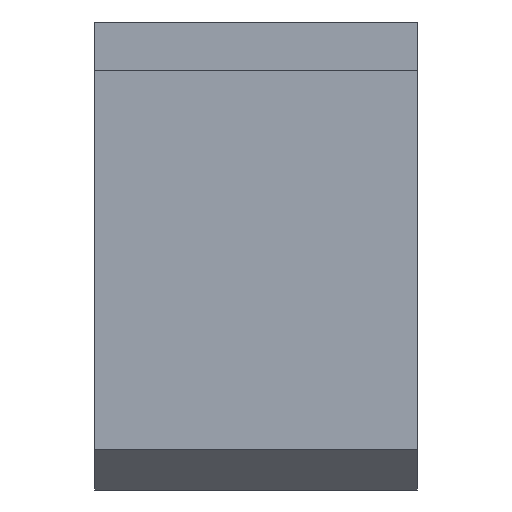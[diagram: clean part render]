
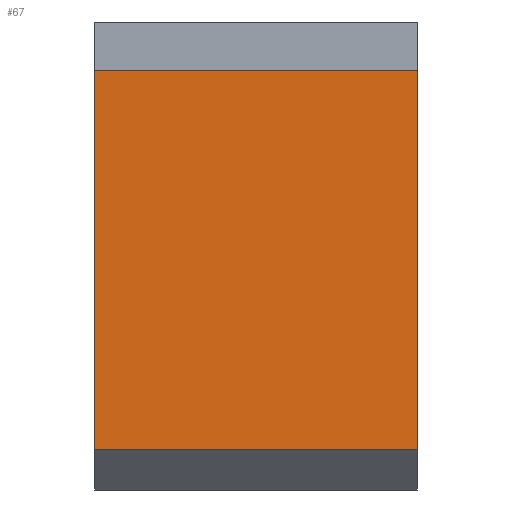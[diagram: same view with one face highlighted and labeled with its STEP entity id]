
A CAD part, front view. The second image highlights one B-rep face of the part: STEP entity #67.
In plain terms, the highlighted planar face has unit normal (0, -1, 0).
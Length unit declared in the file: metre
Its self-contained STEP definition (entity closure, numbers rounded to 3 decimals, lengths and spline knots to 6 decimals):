
#67 = ADVANCED_FACE( '', ( #137 ), #138, .F. );
#137 = FACE_OUTER_BOUND( '', #198, .T. );
#138 = PLANE( '', #199 );
#198 = EDGE_LOOP( '', ( #326, #327, #328, #329 ) );
#199 = AXIS2_PLACEMENT_3D( '', #330, #331, #332 );
#326 = ORIENTED_EDGE( '', *, *, #348, .T. );
#327 = ORIENTED_EDGE( '', *, *, #374, .F. );
#328 = ORIENTED_EDGE( '', *, *, #342, .F. );
#329 = ORIENTED_EDGE( '', *, *, #379, .T. );
#330 = CARTESIAN_POINT( '', ( -0.04, -0.025, -0.023 ) );
#331 = DIRECTION( '', ( 0., 1., 0. ) );
#332 = DIRECTION( '', ( 0., 0., 1. ) );
#342 = EDGE_CURVE( '', #400, #402, #403, .T. );
#348 = EDGE_CURVE( '', #413, #411, #414, .T. );
#374 = EDGE_CURVE( '', #402, #411, #450, .T. );
#379 = EDGE_CURVE( '', #400, #413, #456, .T. );
#400 = VERTEX_POINT( '', #484 );
#402 = VERTEX_POINT( '', #487 );
#403 = LINE( '', #488, #489 );
#411 = VERTEX_POINT( '', #499 );
#413 = VERTEX_POINT( '', #502 );
#414 = LINE( '', #503, #504 );
#450 = LINE( '', #554, #555 );
#456 = LINE( '', #562, #563 );
#484 = CARTESIAN_POINT( '', ( -0.04, -0.025, -0.023 ) );
#487 = CARTESIAN_POINT( '', ( -0.04, -0.025, 0.024 ) );
#488 = CARTESIAN_POINT( '', ( -0.04, -0.025, -0.023 ) );
#489 = VECTOR( '', #576, 1. );
#499 = CARTESIAN_POINT( '', ( 0., -0.025, 0.024 ) );
#502 = CARTESIAN_POINT( '', ( 0., -0.025, -0.023 ) );
#503 = CARTESIAN_POINT( '', ( 0., -0.025, -0.023 ) );
#504 = VECTOR( '', #583, 1. );
#554 = CARTESIAN_POINT( '', ( -0.04, -0.025, 0.024 ) );
#555 = VECTOR( '', #610, 1. );
#562 = CARTESIAN_POINT( '', ( -0.04, -0.025, -0.023 ) );
#563 = VECTOR( '', #615, 1. );
#576 = DIRECTION( '', ( 0., 0., 1. ) );
#583 = DIRECTION( '', ( 0., 0., 1. ) );
#610 = DIRECTION( '', ( 1., 0., 0. ) );
#615 = DIRECTION( '', ( 1., 0., 0. ) );
